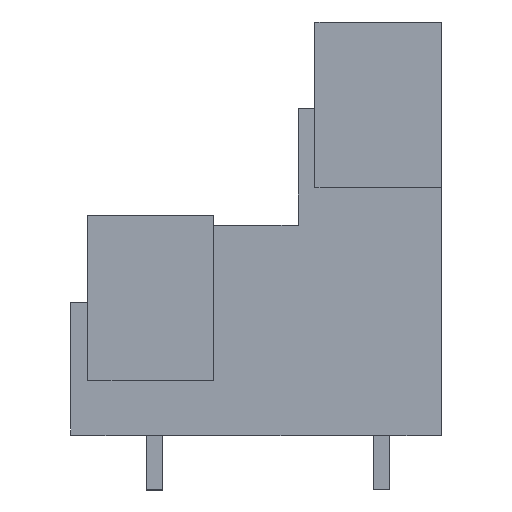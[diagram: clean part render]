
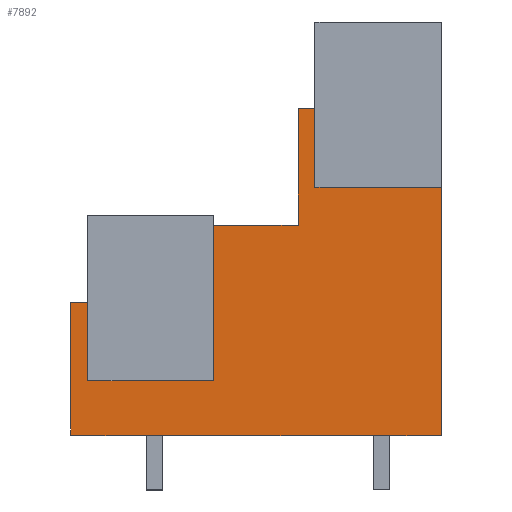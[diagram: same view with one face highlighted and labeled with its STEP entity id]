
A CAD part, left-side view. The second image highlights one B-rep face of the part: STEP entity #7892.
In plain terms, the highlighted planar face has unit normal (-1, 0, 0).
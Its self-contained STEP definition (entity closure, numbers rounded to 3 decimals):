
#7777=AXIS2_PLACEMENT_3D('Plane Axis2P3D',#7774,#7775,#7776) ;
#6490=CARTESIAN_POINT('Vertex',(0.7,7.5,22.6)) ;
#6493=CARTESIAN_POINT('Line Origine',(0.7,7.5,20.275)) ;
#6497=CARTESIAN_POINT('Vertex',(0.7,7.5,17.95)) ;
#6808=CARTESIAN_POINT('Vertex',(0.7,0.,17.95)) ;
#6811=CARTESIAN_POINT('Line Origine',(0.7,0.,10.575)) ;
#6815=CARTESIAN_POINT('Vertex',(0.7,0.,3.2)) ;
#7759=CARTESIAN_POINT('Vertex',(0.7,8.5,22.6)) ;
#7762=CARTESIAN_POINT('Line Origine',(0.7,8.,22.6)) ;
#7774=CARTESIAN_POINT('Axis2P3D Location',(0.7,0.,3.6)) ;
#7779=CARTESIAN_POINT('Line Origine',(0.7,17.,3.2)) ;
#7783=CARTESIAN_POINT('Vertex',(0.7,15.,3.2)) ;
#7785=CARTESIAN_POINT('Vertex',(0.7,19.,3.2)) ;
#7788=CARTESIAN_POINT('Line Origine',(0.7,10.5,3.2)) ;
#7792=CARTESIAN_POINT('Vertex',(0.7,6.,3.2)) ;
#7795=CARTESIAN_POINT('Line Origine',(0.7,4.5,3.2)) ;
#7799=CARTESIAN_POINT('Vertex',(0.7,3.,3.2)) ;
#7802=CARTESIAN_POINT('Line Origine',(0.7,1.5,3.2)) ;
#7807=CARTESIAN_POINT('Line Origine',(0.7,3.75,17.95)) ;
#7812=CARTESIAN_POINT('Line Origine',(0.7,8.5,19.15)) ;
#7816=CARTESIAN_POINT('Vertex',(0.7,8.5,15.7)) ;
#7819=CARTESIAN_POINT('Line Origine',(0.7,11.013,15.7)) ;
#7823=CARTESIAN_POINT('Vertex',(0.7,13.525,15.7)) ;
#7826=CARTESIAN_POINT('Line Origine',(0.7,13.525,11.075)) ;
#7830=CARTESIAN_POINT('Vertex',(0.7,13.525,6.45)) ;
#7833=CARTESIAN_POINT('Line Origine',(0.7,17.25,6.45)) ;
#7837=CARTESIAN_POINT('Vertex',(0.7,20.975,6.45)) ;
#7840=CARTESIAN_POINT('Line Origine',(0.7,20.975,8.775)) ;
#7844=CARTESIAN_POINT('Vertex',(0.7,20.975,11.1)) ;
#7847=CARTESIAN_POINT('Line Origine',(0.7,21.487,11.1)) ;
#7851=CARTESIAN_POINT('Vertex',(0.7,22.,11.1)) ;
#7854=CARTESIAN_POINT('Line Origine',(0.7,22.,7.35)) ;
#7858=CARTESIAN_POINT('Vertex',(0.7,22.,3.6)) ;
#7861=CARTESIAN_POINT('Line Origine',(0.7,22.,3.4)) ;
#7865=CARTESIAN_POINT('Vertex',(0.7,22.,3.2)) ;
#7868=CARTESIAN_POINT('Line Origine',(0.7,20.5,3.2)) ;
#6494=DIRECTION('Vector Direction',(0.,0.,-1.)) ;
#6812=DIRECTION('Vector Direction',(0.,0.,1.)) ;
#7763=DIRECTION('Vector Direction',(0.,1.,0.)) ;
#7775=DIRECTION('Axis2P3D Direction',(-1.,0.,0.)) ;
#7776=DIRECTION('Axis2P3D XDirection',(0.,0.,-1.)) ;
#7780=DIRECTION('Vector Direction',(0.,-1.,0.)) ;
#7789=DIRECTION('Vector Direction',(0.,-1.,0.)) ;
#7796=DIRECTION('Vector Direction',(0.,-1.,0.)) ;
#7803=DIRECTION('Vector Direction',(0.,-1.,0.)) ;
#7808=DIRECTION('Vector Direction',(0.,-1.,0.)) ;
#7813=DIRECTION('Vector Direction',(0.,0.,-1.)) ;
#7820=DIRECTION('Vector Direction',(0.,1.,0.)) ;
#7827=DIRECTION('Vector Direction',(0.,0.,-1.)) ;
#7834=DIRECTION('Vector Direction',(0.,-1.,0.)) ;
#7841=DIRECTION('Vector Direction',(0.,0.,-1.)) ;
#7848=DIRECTION('Vector Direction',(0.,1.,0.)) ;
#7855=DIRECTION('Vector Direction',(0.,0.,1.)) ;
#7862=DIRECTION('Vector Direction',(0.,0.,-1.)) ;
#7869=DIRECTION('Vector Direction',(0.,-1.,0.)) ;
#6495=VECTOR('Line Direction',#6494,1.) ;
#6813=VECTOR('Line Direction',#6812,1.) ;
#7764=VECTOR('Line Direction',#7763,1.) ;
#7781=VECTOR('Line Direction',#7780,1.) ;
#7790=VECTOR('Line Direction',#7789,1.) ;
#7797=VECTOR('Line Direction',#7796,1.) ;
#7804=VECTOR('Line Direction',#7803,1.) ;
#7809=VECTOR('Line Direction',#7808,1.) ;
#7814=VECTOR('Line Direction',#7813,1.) ;
#7821=VECTOR('Line Direction',#7820,1.) ;
#7828=VECTOR('Line Direction',#7827,1.) ;
#7835=VECTOR('Line Direction',#7834,1.) ;
#7842=VECTOR('Line Direction',#7841,1.) ;
#7849=VECTOR('Line Direction',#7848,1.) ;
#7856=VECTOR('Line Direction',#7855,1.) ;
#7863=VECTOR('Line Direction',#7862,1.) ;
#7870=VECTOR('Line Direction',#7869,1.) ;
#7874=ORIENTED_EDGE('',*,*,#7787,.F.) ;
#7875=ORIENTED_EDGE('',*,*,#7794,.T.) ;
#7876=ORIENTED_EDGE('',*,*,#7801,.F.) ;
#7877=ORIENTED_EDGE('',*,*,#7806,.T.) ;
#7878=ORIENTED_EDGE('',*,*,#6817,.T.) ;
#7879=ORIENTED_EDGE('',*,*,#7811,.F.) ;
#7880=ORIENTED_EDGE('',*,*,#6499,.F.) ;
#7881=ORIENTED_EDGE('',*,*,#7766,.T.) ;
#7882=ORIENTED_EDGE('',*,*,#7818,.T.) ;
#7883=ORIENTED_EDGE('',*,*,#7825,.T.) ;
#7884=ORIENTED_EDGE('',*,*,#7832,.T.) ;
#7885=ORIENTED_EDGE('',*,*,#7839,.F.) ;
#7886=ORIENTED_EDGE('',*,*,#7846,.F.) ;
#7887=ORIENTED_EDGE('',*,*,#7853,.T.) ;
#7888=ORIENTED_EDGE('',*,*,#7860,.F.) ;
#7889=ORIENTED_EDGE('',*,*,#7867,.F.) ;
#7890=ORIENTED_EDGE('',*,*,#7872,.T.) ;
#7892=ADVANCED_FACE('Housing',(#7891),#7778,.T.) ;
#6499=EDGE_CURVE('',#6491,#6498,#6496,.T.) ;
#6817=EDGE_CURVE('',#6816,#6809,#6814,.T.) ;
#7766=EDGE_CURVE('',#6491,#7760,#7765,.T.) ;
#7787=EDGE_CURVE('',#7784,#7786,#7782,.F.) ;
#7794=EDGE_CURVE('',#7784,#7793,#7791,.T.) ;
#7801=EDGE_CURVE('',#7800,#7793,#7798,.F.) ;
#7806=EDGE_CURVE('',#7800,#6816,#7805,.T.) ;
#7811=EDGE_CURVE('',#6498,#6809,#7810,.T.) ;
#7818=EDGE_CURVE('',#7760,#7817,#7815,.T.) ;
#7825=EDGE_CURVE('',#7817,#7824,#7822,.T.) ;
#7832=EDGE_CURVE('',#7824,#7831,#7829,.T.) ;
#7839=EDGE_CURVE('',#7838,#7831,#7836,.T.) ;
#7846=EDGE_CURVE('',#7845,#7838,#7843,.T.) ;
#7853=EDGE_CURVE('',#7845,#7852,#7850,.T.) ;
#7860=EDGE_CURVE('',#7859,#7852,#7857,.T.) ;
#7867=EDGE_CURVE('',#7866,#7859,#7864,.F.) ;
#7872=EDGE_CURVE('',#7866,#7786,#7871,.T.) ;
#7873=EDGE_LOOP('',(#7874,#7875,#7876,#7877,#7878,#7879,#7880,#7881,#7882,#7883,#7884,#7885,#7886,#7887,#7888,#7889,#7890)) ;
#7891=FACE_OUTER_BOUND('',#7873,.T.) ;
#6496=LINE('Line',#6493,#6495) ;
#6814=LINE('Line',#6811,#6813) ;
#7765=LINE('Line',#7762,#7764) ;
#7782=LINE('Line',#7779,#7781) ;
#7791=LINE('Line',#7788,#7790) ;
#7798=LINE('Line',#7795,#7797) ;
#7805=LINE('Line',#7802,#7804) ;
#7810=LINE('Line',#7807,#7809) ;
#7815=LINE('Line',#7812,#7814) ;
#7822=LINE('Line',#7819,#7821) ;
#7829=LINE('Line',#7826,#7828) ;
#7836=LINE('Line',#7833,#7835) ;
#7843=LINE('Line',#7840,#7842) ;
#7850=LINE('Line',#7847,#7849) ;
#7857=LINE('Line',#7854,#7856) ;
#7864=LINE('Line',#7861,#7863) ;
#7871=LINE('Line',#7868,#7870) ;
#7778=PLANE('',#7777) ;
#6491=VERTEX_POINT('',#6490) ;
#6498=VERTEX_POINT('',#6497) ;
#6809=VERTEX_POINT('',#6808) ;
#6816=VERTEX_POINT('',#6815) ;
#7760=VERTEX_POINT('',#7759) ;
#7784=VERTEX_POINT('',#7783) ;
#7786=VERTEX_POINT('',#7785) ;
#7793=VERTEX_POINT('',#7792) ;
#7800=VERTEX_POINT('',#7799) ;
#7817=VERTEX_POINT('',#7816) ;
#7824=VERTEX_POINT('',#7823) ;
#7831=VERTEX_POINT('',#7830) ;
#7838=VERTEX_POINT('',#7837) ;
#7845=VERTEX_POINT('',#7844) ;
#7852=VERTEX_POINT('',#7851) ;
#7859=VERTEX_POINT('',#7858) ;
#7866=VERTEX_POINT('',#7865) ;
